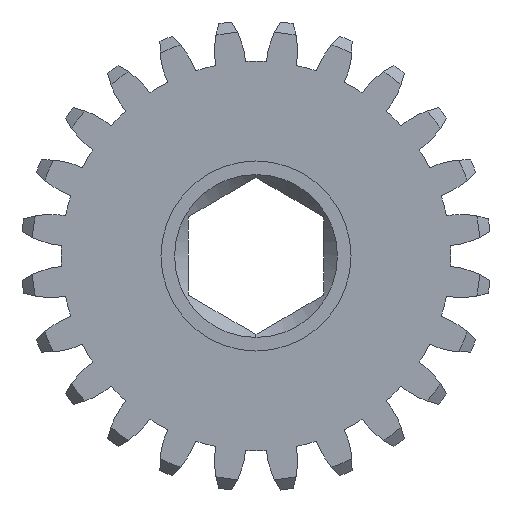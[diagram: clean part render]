
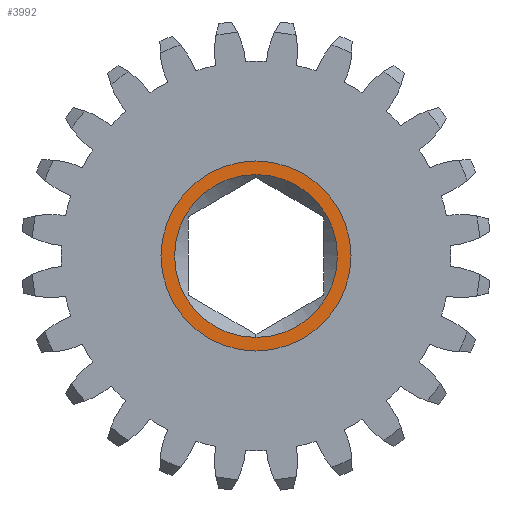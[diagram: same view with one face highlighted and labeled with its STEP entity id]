
A CAD part, left-side view. The second image highlights one B-rep face of the part: STEP entity #3992.
In plain terms, the highlighted planar face has unit normal (-1, 0, 0).
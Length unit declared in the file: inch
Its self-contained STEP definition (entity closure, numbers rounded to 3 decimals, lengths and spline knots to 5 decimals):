
#185 = PLANE ( 'NONE',  #4556 ) ;
#203 = CIRCLE ( 'NONE', #2508, 0.2625 ) ;
#323 = DIRECTION ( 'NONE',  ( 1., 0., 0. ) ) ;
#504 = VERTEX_POINT ( 'NONE', #5432 ) ;
#652 = DIRECTION ( 'NONE',  ( 0., 0., -1. ) ) ;
#818 = AXIS2_PLACEMENT_3D ( 'NONE', #1044, #2947, #4770 ) ;
#1044 = CARTESIAN_POINT ( 'NONE',  ( -0.0625, 0., 0. ) ) ;
#1049 = DIRECTION ( 'NONE',  ( 0., 0., -1. ) ) ;
#1407 = EDGE_LOOP ( 'NONE', ( #3895, #2525 ) ) ;
#1470 = CIRCLE ( 'NONE', #4825, 0.225 ) ;
#1493 = CIRCLE ( 'NONE', #818, 0.225 ) ;
#1511 = CIRCLE ( 'NONE', #4856, 0.2625 ) ;
#1672 = CARTESIAN_POINT ( 'NONE',  ( -0.0625, 0., 0. ) ) ;
#1802 = VERTEX_POINT ( 'NONE', #5580 ) ;
#2404 = DIRECTION ( 'NONE',  ( 0., 0., -1. ) ) ;
#2498 = FACE_OUTER_BOUND ( 'NONE', #1407, .T. ) ;
#2508 = AXIS2_PLACEMENT_3D ( 'NONE', #4269, #3779, #2404 ) ;
#2525 = ORIENTED_EDGE ( 'NONE', *, *, #5560, .F. ) ;
#2796 = CARTESIAN_POINT ( 'NONE',  ( -0.0625, 0., 0.2625 ) ) ;
#2812 = EDGE_CURVE ( 'NONE', #4135, #3912, #203, .T. ) ;
#2913 = EDGE_LOOP ( 'NONE', ( #3977, #5015 ) ) ;
#2947 = DIRECTION ( 'NONE',  ( 1., 0., 0. ) ) ;
#3248 = EDGE_CURVE ( 'NONE', #504, #1802, #1470, .T. ) ;
#3328 = FACE_BOUND ( 'NONE', #2913, .T. ) ;
#3534 = CARTESIAN_POINT ( 'NONE',  ( -0.0625, 0., -0.2625 ) ) ;
#3779 = DIRECTION ( 'NONE',  ( 1., 0., 0. ) ) ;
#3895 = ORIENTED_EDGE ( 'NONE', *, *, #2812, .F. ) ;
#3912 = VERTEX_POINT ( 'NONE', #2796 ) ;
#3977 = ORIENTED_EDGE ( 'NONE', *, *, #4478, .T. ) ;
#3992 = ADVANCED_FACE ( 'NONE', ( #3328, #2498 ), #185, .F. ) ;
#4007 = DIRECTION ( 'NONE',  ( 0., 0., -1. ) ) ;
#4135 = VERTEX_POINT ( 'NONE', #3534 ) ;
#4269 = CARTESIAN_POINT ( 'NONE',  ( -0.0625, 0., 0. ) ) ;
#4478 = EDGE_CURVE ( 'NONE', #1802, #504, #1493, .T. ) ;
#4556 = AXIS2_PLACEMENT_3D ( 'NONE', #5708, #5646, #1049 ) ;
#4759 = DIRECTION ( 'NONE',  ( 1., 0., 0. ) ) ;
#4770 = DIRECTION ( 'NONE',  ( 0., 0., -1. ) ) ;
#4825 = AXIS2_PLACEMENT_3D ( 'NONE', #1672, #4759, #652 ) ;
#4856 = AXIS2_PLACEMENT_3D ( 'NONE', #5362, #323, #4007 ) ;
#5015 = ORIENTED_EDGE ( 'NONE', *, *, #3248, .T. ) ;
#5362 = CARTESIAN_POINT ( 'NONE',  ( -0.0625, 0., 0. ) ) ;
#5432 = CARTESIAN_POINT ( 'NONE',  ( -0.0625, 0., 0.225 ) ) ;
#5560 = EDGE_CURVE ( 'NONE', #3912, #4135, #1511, .T. ) ;
#5580 = CARTESIAN_POINT ( 'NONE',  ( -0.0625, 0., -0.225 ) ) ;
#5646 = DIRECTION ( 'NONE',  ( 1., 0., 0. ) ) ;
#5708 = CARTESIAN_POINT ( 'NONE',  ( -0.0625, 0., 0. ) ) ;
